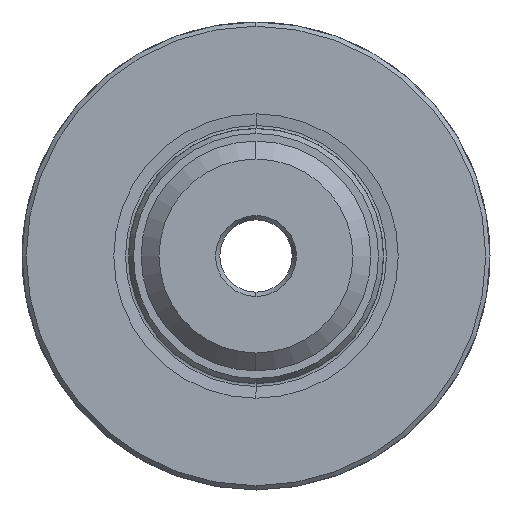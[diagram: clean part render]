
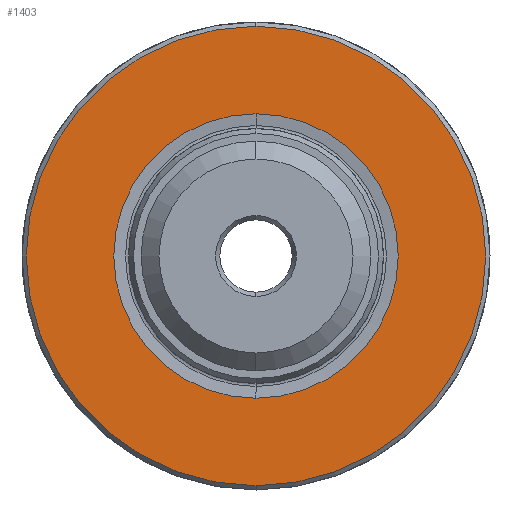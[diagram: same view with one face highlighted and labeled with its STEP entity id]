
A CAD part, left-side view. The second image highlights one B-rep face of the part: STEP entity #1403.
In plain terms, the highlighted planar face has unit normal (-1, 0, 0).
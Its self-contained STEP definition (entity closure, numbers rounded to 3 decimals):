
#42 = CIRCLE ( 'NONE', #1475, 16.715 ) ;
#128 = EDGE_CURVE ( 'NONE', #1340, #1514, #244, .T. ) ;
#140 = EDGE_CURVE ( 'NONE', #1999, #1811, #223, .T. ) ;
#200 = CIRCLE ( 'NONE', #1587, 27. ) ;
#223 = CIRCLE ( 'NONE', #2109, 27. ) ;
#244 = CIRCLE ( 'NONE', #2151, 16.715 ) ;
#343 = CARTESIAN_POINT ( 'NONE',  ( 0., 0., 16.715 ) ) ;
#381 = EDGE_LOOP ( 'NONE', ( #1799, #1814 ) ) ;
#401 = EDGE_LOOP ( 'NONE', ( #1761, #2086 ) ) ;
#539 = EDGE_CURVE ( 'NONE', #1514, #1340, #42, .T. ) ;
#718 = FACE_OUTER_BOUND ( 'NONE', #401, .T. ) ;
#723 = FACE_BOUND ( 'NONE', #381, .T. ) ;
#772 = EDGE_CURVE ( 'NONE', #1811, #1999, #200, .T. ) ;
#945 = CARTESIAN_POINT ( 'NONE',  ( 0., 0., 0. ) ) ;
#968 = CARTESIAN_POINT ( 'NONE',  ( 0., 0., 0. ) ) ;
#989 = DIRECTION ( 'NONE',  ( 0., 0., 1. ) ) ;
#1038 = PLANE ( 'NONE',  #1838 ) ;
#1052 = CARTESIAN_POINT ( 'NONE',  ( 0., 16.715, 0. ) ) ;
#1054 = DIRECTION ( 'NONE',  ( 1., 0., 0. ) ) ;
#1077 = DIRECTION ( 'NONE',  ( -1., 0., 0. ) ) ;
#1275 = CARTESIAN_POINT ( 'NONE',  ( 0., 0., 27. ) ) ;
#1308 = CARTESIAN_POINT ( 'NONE',  ( 0., 0., 0. ) ) ;
#1312 = DIRECTION ( 'NONE',  ( 1., 0., 0. ) ) ;
#1316 = DIRECTION ( 'NONE',  ( 0., 0., -1. ) ) ;
#1340 = VERTEX_POINT ( 'NONE', #1390 ) ;
#1390 = CARTESIAN_POINT ( 'NONE',  ( 0., 0., -16.715 ) ) ;
#1393 = CARTESIAN_POINT ( 'NONE',  ( 0., 0., -27. ) ) ;
#1403 = ADVANCED_FACE ( 'NONE', ( #723, #718 ), #1038, .T. ) ;
#1475 = AXIS2_PLACEMENT_3D ( 'NONE', #1308, #1312, #1316 ) ;
#1514 = VERTEX_POINT ( 'NONE', #343 ) ;
#1587 = AXIS2_PLACEMENT_3D ( 'NONE', #945, #2162, #2171 ) ;
#1761 = ORIENTED_EDGE ( 'NONE', *, *, #772, .F. ) ;
#1799 = ORIENTED_EDGE ( 'NONE', *, *, #539, .T. ) ;
#1811 = VERTEX_POINT ( 'NONE', #1393 ) ;
#1814 = ORIENTED_EDGE ( 'NONE', *, *, #128, .T. ) ;
#1838 = AXIS2_PLACEMENT_3D ( 'NONE', #1052, #1077, #989 ) ;
#1885 = CARTESIAN_POINT ( 'NONE',  ( 0., 0., 0. ) ) ;
#1985 = DIRECTION ( 'NONE',  ( 0., 0., -1. ) ) ;
#1999 = VERTEX_POINT ( 'NONE', #1275 ) ;
#2053 = DIRECTION ( 'NONE',  ( 1., 0., 0. ) ) ;
#2061 = DIRECTION ( 'NONE',  ( 0., 0., -1. ) ) ;
#2086 = ORIENTED_EDGE ( 'NONE', *, *, #140, .F. ) ;
#2109 = AXIS2_PLACEMENT_3D ( 'NONE', #968, #1054, #1985 ) ;
#2151 = AXIS2_PLACEMENT_3D ( 'NONE', #1885, #2053, #2061 ) ;
#2162 = DIRECTION ( 'NONE',  ( 1., 0., 0. ) ) ;
#2171 = DIRECTION ( 'NONE',  ( 0., 0., -1. ) ) ;
